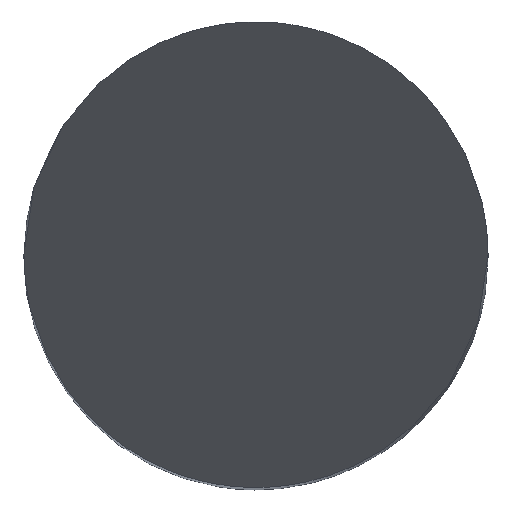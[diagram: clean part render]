
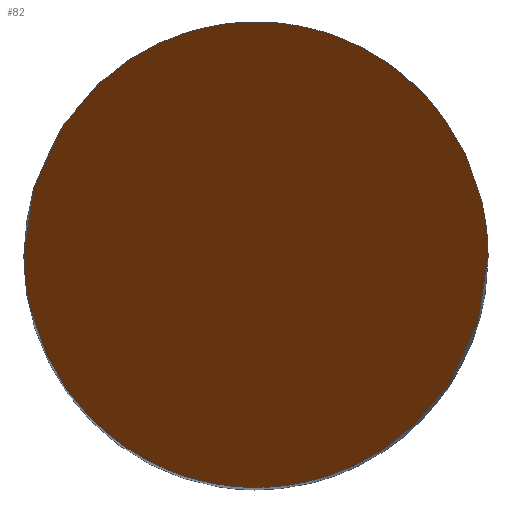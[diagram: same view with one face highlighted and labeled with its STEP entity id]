
A CAD part, top view. The second image highlights one B-rep face of the part: STEP entity #82.
In plain terms, the highlighted planar face has unit normal (0, -0.866, 0.5).
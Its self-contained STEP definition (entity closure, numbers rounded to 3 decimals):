
#55=PLANE('',#605);
#82=ADVANCED_FACE('',(#118),#55,.F.);
#118=FACE_OUTER_BOUND('',#149,.T.);
#149=EDGE_LOOP('',(#304,#305));
#304=ORIENTED_EDGE('',*,*,#477,.F.);
#305=ORIENTED_EDGE('',*,*,#448,.F.);
#399=VERTEX_POINT('',#814);
#400=VERTEX_POINT('',#819);
#448=EDGE_CURVE('',#399,#400,#543,.T.);
#477=EDGE_CURVE('',#400,#399,#547,.T.);
#543=(
BOUNDED_CURVE()
B_SPLINE_CURVE(3,(#815,#816,#817,#818),.UNSPECIFIED.,.F.,.F.)
B_SPLINE_CURVE_WITH_KNOTS((4,4),(0.,1.),.UNSPECIFIED.)
CURVE()
GEOMETRIC_REPRESENTATION_ITEM()
RATIONAL_B_SPLINE_CURVE((1.,0.333,0.333,1.))
REPRESENTATION_ITEM('')
);
#547=(
BOUNDED_CURVE()
B_SPLINE_CURVE(3,(#1073,#1074,#1075,#1076),.UNSPECIFIED.,.F.,.F.)
B_SPLINE_CURVE_WITH_KNOTS((4,4),(0.,1.),.UNSPECIFIED.)
CURVE()
GEOMETRIC_REPRESENTATION_ITEM()
RATIONAL_B_SPLINE_CURVE((1.,0.333,0.333,1.))
REPRESENTATION_ITEM('')
);
#605=AXIS2_PLACEMENT_3D('',#1115,#687,#688);
#687=DIRECTION('',(0.,0.866,-0.5));
#688=DIRECTION('',(0.,0.5,0.866));
#814=CARTESIAN_POINT('',(-2.,0.,0.));
#815=CARTESIAN_POINT('',(-2.,0.,0.));
#816=CARTESIAN_POINT('',(-2.,4.,6.928));
#817=CARTESIAN_POINT('',(2.,4.,6.928));
#818=CARTESIAN_POINT('',(2.,0.,0.));
#819=CARTESIAN_POINT('',(2.,0.,0.));
#1073=CARTESIAN_POINT('',(2.,0.,0.));
#1074=CARTESIAN_POINT('',(2.,-4.,-6.928));
#1075=CARTESIAN_POINT('',(-2.,-4.,-6.928));
#1076=CARTESIAN_POINT('',(-2.,0.,0.));
#1115=CARTESIAN_POINT('',(-2.,2.,3.464));
